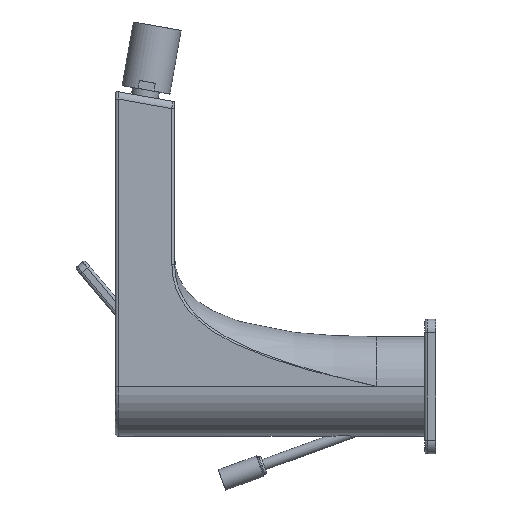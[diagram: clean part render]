
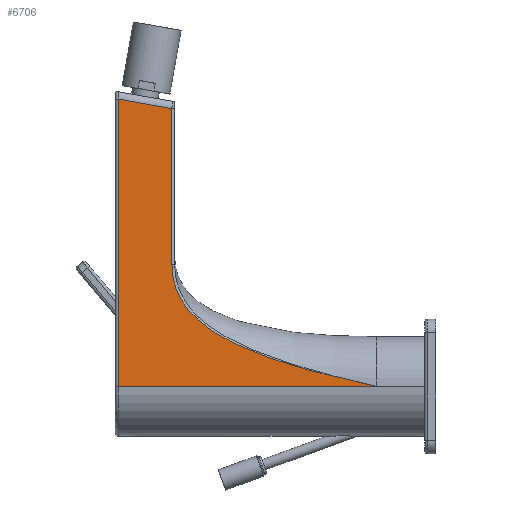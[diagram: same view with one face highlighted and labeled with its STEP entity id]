
A CAD part, left-side view. The second image highlights one B-rep face of the part: STEP entity #6706.
In plain terms, the highlighted planar face has unit normal (-1, 0, 0).
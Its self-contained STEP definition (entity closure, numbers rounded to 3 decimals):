
#1815=DIRECTION('',(0.,0.,1.));
#1816=VECTOR('',#1815,106.777);
#1817=CARTESIAN_POINT('',(-18.5,114.,0.));
#1818=LINE('',#1817,#1816);
#1819=DIRECTION('',(0.,-0.985,-0.174));
#1820=VECTOR('',#1819,20.309);
#1821=CARTESIAN_POINT('',(-18.5,114.,106.777));
#1822=LINE('',#1821,#1820);
#1823=DIRECTION('',(0.,0.,-1.));
#1824=VECTOR('',#1823,58.018);
#1825=CARTESIAN_POINT('',(-18.5,94.,103.251));
#1826=LINE('',#1825,#1824);
#1827=CARTESIAN_POINT('',(-18.5,94.,45.233));
#1828=CARTESIAN_POINT('',(-18.5,94.,44.869));
#1829=CARTESIAN_POINT('',(-18.5,93.986,44.149));
#1830=CARTESIAN_POINT('',(-18.5,93.925,43.097));
#1831=CARTESIAN_POINT('',(-18.5,93.826,42.07));
#1832=CARTESIAN_POINT('',(-18.5,93.689,41.065));
#1833=CARTESIAN_POINT('',(-18.5,93.516,40.08));
#1834=CARTESIAN_POINT('',(-18.5,93.306,39.113));
#1835=CARTESIAN_POINT('',(-18.5,93.059,38.162));
#1836=CARTESIAN_POINT('',(-18.5,92.777,37.224));
#1837=CARTESIAN_POINT('',(-18.5,92.457,36.298));
#1838=CARTESIAN_POINT('',(-18.5,92.099,35.381));
#1839=CARTESIAN_POINT('',(-18.5,91.703,34.472));
#1840=CARTESIAN_POINT('',(-18.5,91.267,33.569));
#1841=CARTESIAN_POINT('',(-18.5,90.788,32.671));
#1842=CARTESIAN_POINT('',(-18.5,90.265,31.775));
#1843=CARTESIAN_POINT('',(-18.5,89.696,30.881));
#1844=CARTESIAN_POINT('',(-18.5,89.076,29.986));
#1845=CARTESIAN_POINT('',(-18.5,88.404,29.09));
#1846=CARTESIAN_POINT('',(-18.5,87.675,28.19));
#1847=CARTESIAN_POINT('',(-18.5,86.884,27.284));
#1848=CARTESIAN_POINT('',(-18.5,86.026,26.372));
#1849=CARTESIAN_POINT('',(-18.5,85.095,25.452));
#1850=CARTESIAN_POINT('',(-18.5,84.084,24.521));
#1851=CARTESIAN_POINT('',(-18.5,82.985,23.578));
#1852=CARTESIAN_POINT('',(-18.5,81.789,22.621));
#1853=CARTESIAN_POINT('',(-18.5,80.485,21.648));
#1854=CARTESIAN_POINT('',(-18.5,79.061,20.657));
#1855=CARTESIAN_POINT('',(-18.5,77.501,19.644));
#1856=CARTESIAN_POINT('',(-18.5,75.79,18.609));
#1857=CARTESIAN_POINT('',(-18.5,73.906,17.546));
#1858=CARTESIAN_POINT('',(-18.5,71.825,16.454));
#1859=CARTESIAN_POINT('',(-18.5,69.516,15.326));
#1860=CARTESIAN_POINT('',(-18.5,66.972,14.172));
#1861=CARTESIAN_POINT('',(-18.5,64.193,13.));
#1862=CARTESIAN_POINT('',(-18.5,61.193,11.822));
#1863=CARTESIAN_POINT('',(-18.5,57.948,10.636));
#1864=CARTESIAN_POINT('',(-18.5,54.425,9.434));
#1865=CARTESIAN_POINT('',(-18.5,50.595,8.214));
#1866=CARTESIAN_POINT('',(-18.5,46.421,6.969));
#1867=CARTESIAN_POINT('',(-18.5,41.857,5.694));
#1868=CARTESIAN_POINT('',(-18.5,36.832,4.374));
#1869=CARTESIAN_POINT('',(-18.5,31.287,3.003));
#1870=CARTESIAN_POINT('',(-18.5,25.132,1.565));
#1871=CARTESIAN_POINT('',(-18.5,20.463,
0.531));
#1872=CARTESIAN_POINT('',(-18.5,18.,0.));
#1874=DIRECTION('',(0.,1.,0.));
#1875=VECTOR('',#1874,96.);
#1876=CARTESIAN_POINT('',(-18.5,18.,0.));
#1877=LINE('',#1876,#1875);
#3130=CARTESIAN_POINT('',(-18.5,114.,0.));
#3132=VERTEX_POINT('',#3130);
#3135=CARTESIAN_POINT('',(-18.5,114.,106.777));
#3136=VERTEX_POINT('',#3135);
#3141=VERTEX_POINT('',#1827);
#3142=VERTEX_POINT('',#1872);
#3146=CARTESIAN_POINT('',(-18.5,94.,103.251));
#3147=VERTEX_POINT('',#3146);
#6691=CARTESIAN_POINT('',(-18.5,115.,0.));
#6692=DIRECTION('',(-1.,0.,0.));
#6693=DIRECTION('',(0.,0.,1.));
#6694=AXIS2_PLACEMENT_3D('',#6691,#6692,#6693);
#6695=PLANE('',#6694);
#6697=ORIENTED_EDGE('',*,*,#6696,.T.);
#6699=ORIENTED_EDGE('',*,*,#6698,.T.);
#6701=ORIENTED_EDGE('',*,*,#6700,.T.);
#6702=ORIENTED_EDGE('',*,*,#6676,.T.);
#6703=ORIENTED_EDGE('',*,*,#6462,.T.);
#6704=EDGE_LOOP('',(#6697,#6699,#6701,#6702,#6703));
#6705=FACE_OUTER_BOUND('',#6704,.F.);
#6706=ADVANCED_FACE('',(#6705),#6695,.T.);
#1873=B_SPLINE_CURVE_WITH_KNOTS('',3,(#1827,#1828,#1829,#1830,#1831,#1832,#1833,
#1834,#1835,#1836,#1837,#1838,#1839,#1840,#1841,#1842,#1843,#1844,#1845,#1846,
#1847,#1848,#1849,#1850,#1851,#1852,#1853,#1854,#1855,#1856,#1857,#1858,#1859,
#1860,#1861,#1862,#1863,#1864,#1865,#1866,#1867,#1868,#1869,#1870,#1871,#1872),
.UNSPECIFIED.,.F.,.F.,(4,1,1,1,1,1,1,1,1,1,1,1,1,1,1,1,1,1,1,1,1,1,1,1,1,1,1,1,
1,1,1,1,1,1,1,1,1,1,1,1,1,1,1,4),(0.,0.023,0.047,
0.07,0.093,0.116,0.14,
0.163,0.186,0.209,0.233,
0.256,0.279,0.302,0.326,
0.349,0.372,0.395,0.419,
0.442,0.465,0.488,0.512,
0.535,0.558,0.581,0.605,
0.628,0.651,0.674,0.698,
0.721,0.744,0.767,0.791,
0.814,0.837,0.86,0.884,
0.907,0.93,0.953,0.977,1.),
.UNSPECIFIED.);
#6462=EDGE_CURVE('',#3142,#3132,#1877,.T.);
#6676=EDGE_CURVE('',#3141,#3142,#1873,.T.);
#6696=EDGE_CURVE('',#3132,#3136,#1818,.T.);
#6698=EDGE_CURVE('',#3136,#3147,#1822,.T.);
#6700=EDGE_CURVE('',#3147,#3141,#1826,.T.);
